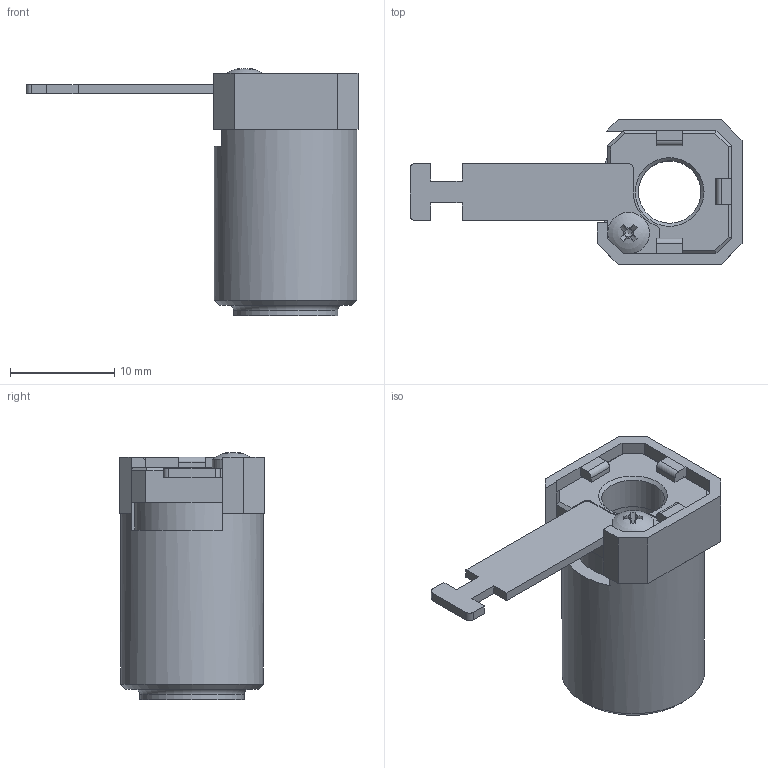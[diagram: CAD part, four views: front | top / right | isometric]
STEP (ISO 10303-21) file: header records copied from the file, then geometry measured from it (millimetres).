
FILE_DESCRIPTION(('FreeCAD Model'),'2;1');
FILE_NAME('Open CASCADE Shape Model','2022-05-28T14:48:48',(''),(''), 'Open CASCADE STEP processor 7.5','FreeCAD','Unknown');
FILE_SCHEMA(('AUTOMOTIVE_DESIGN { 1 0 10303 214 1 1 1 1 }'));
Length unit declared in the file: millimetre
Products named in the file (5): HotEnd CHC Pro Trianglelab; Нагревательный блок002; Крепление проводов001; Носок001; M2x3-Screw001
Assembly tree (4 placements, depth 2):
  HotEnd CHC Pro Trianglelab
    Нагревательный блок002
    Крепление проводов001
    Носок001
    M2x3-Screw001
Bounding box: 31.9 x 13.9 x 23.77 mm (x, y, z)
Volume: 2808.2 mm3; surface area: 3717 mm2
Topology: 4 solids, 4 shells, 132 faces, 347 edges, 224 vertices
Faces by surface type: plane 100, cylinder 22, cone 7, torus 1, revolution 1, sphere 1
Full cylindrical faces by diameter (mm): 1.93 x1, 2.5 x2, 4 x1, 6 x2, 8 x1, 10 x1, 11 x2, 13.7 x1
Entity records: 8982 total; most frequent: CARTESIAN_POINT 1891, DIRECTION 1338, LINE 802, VECTOR 802, ORIENTED_EDGE 692, PCURVE 692, DEFINITIONAL_REPRESENTATION 692, EDGE_CURVE 346
